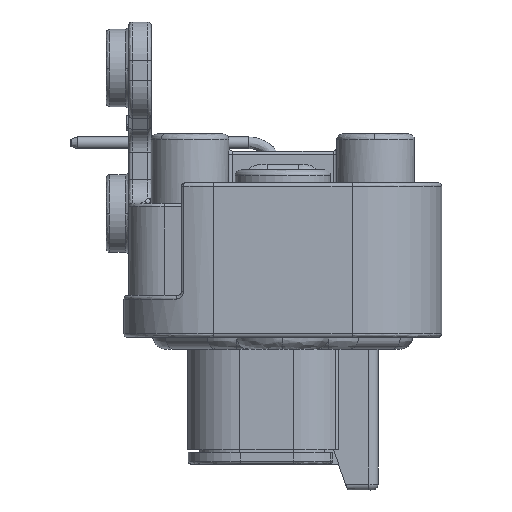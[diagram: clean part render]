
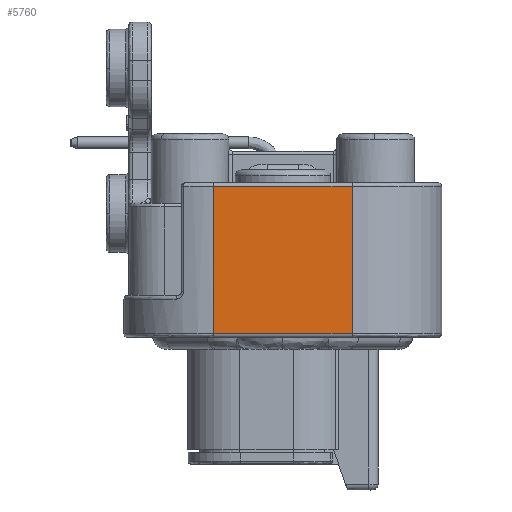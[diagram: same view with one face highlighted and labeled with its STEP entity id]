
A CAD part, front view. The second image highlights one B-rep face of the part: STEP entity #5760.
In plain terms, the highlighted planar face has unit normal (0, -1, 0).
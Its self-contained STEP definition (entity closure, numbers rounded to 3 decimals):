
#494 = LINE ( 'NONE', #13696, #20946 ) ;
#506 = DIRECTION ( 'NONE',  ( 0., -1., 0. ) ) ;
#735 = LINE ( 'NONE', #10646, #8031 ) ;
#783 = ORIENTED_EDGE ( 'NONE', *, *, #11921, .T. ) ;
#3690 = CARTESIAN_POINT ( 'NONE',  ( -4.5, -18.409, 9.85 ) ) ;
#3940 = ORIENTED_EDGE ( 'NONE', *, *, #18628, .T. ) ;
#3990 = VECTOR ( 'NONE', #15803, 1000. ) ;
#4368 = DIRECTION ( 'NONE',  ( -1., 0., 0. ) ) ;
#5760 = ADVANCED_FACE ( 'NONE', ( #23446 ), #12211, .T. ) ;
#6415 = ORIENTED_EDGE ( 'NONE', *, *, #9232, .F. ) ;
#7371 = DIRECTION ( 'NONE',  ( 1., 0., 0. ) ) ;
#7721 = VERTEX_POINT ( 'NONE', #26670 ) ;
#8031 = VECTOR ( 'NONE', #4368, 1000. ) ;
#9134 = CARTESIAN_POINT ( 'NONE',  ( -4.5, -18.409, 22.35 ) ) ;
#9232 = EDGE_CURVE ( 'NONE', #26116, #19863, #12113, .T. ) ;
#10646 = CARTESIAN_POINT ( 'NONE',  ( -12.1, -18.409, 22.35 ) ) ;
#11921 = EDGE_CURVE ( 'NONE', #19415, #7721, #20820, .T. ) ;
#12113 = LINE ( 'NONE', #19198, #13069 ) ;
#12211 = PLANE ( 'NONE',  #15138 ) ;
#13069 = VECTOR ( 'NONE', #21356, 1000. ) ;
#13288 = CARTESIAN_POINT ( 'NONE',  ( -12.1, -18.409, 22.65 ) ) ;
#13374 = ORIENTED_EDGE ( 'NONE', *, *, #21288, .T. ) ;
#13696 = CARTESIAN_POINT ( 'NONE',  ( -12.1, -18.409, 9.85 ) ) ;
#13877 = CARTESIAN_POINT ( 'NONE',  ( 7.25, -18.409, 22.65 ) ) ;
#14598 = EDGE_LOOP ( 'NONE', ( #6415, #3940, #783, #13374 ) ) ;
#15138 = AXIS2_PLACEMENT_3D ( 'NONE', #13288, #506, #23661 ) ;
#15803 = DIRECTION ( 'NONE',  ( 0., 0., 1. ) ) ;
#18628 = EDGE_CURVE ( 'NONE', #26116, #19415, #494, .T. ) ;
#19198 = CARTESIAN_POINT ( 'NONE',  ( -4.5, -18.409, -37.589 ) ) ;
#19415 = VERTEX_POINT ( 'NONE', #22038 ) ;
#19863 = VERTEX_POINT ( 'NONE', #9134 ) ;
#20820 = LINE ( 'NONE', #13877, #3990 ) ;
#20946 = VECTOR ( 'NONE', #7371, 1000. ) ;
#21288 = EDGE_CURVE ( 'NONE', #7721, #19863, #735, .T. ) ;
#21356 = DIRECTION ( 'NONE',  ( 0., 0., 1. ) ) ;
#22038 = CARTESIAN_POINT ( 'NONE',  ( 7.25, -18.409, 9.85 ) ) ;
#23446 = FACE_OUTER_BOUND ( 'NONE', #14598, .T. ) ;
#23661 = DIRECTION ( 'NONE',  ( 0., 0., -1. ) ) ;
#26116 = VERTEX_POINT ( 'NONE', #3690 ) ;
#26670 = CARTESIAN_POINT ( 'NONE',  ( 7.25, -18.409, 22.35 ) ) ;
